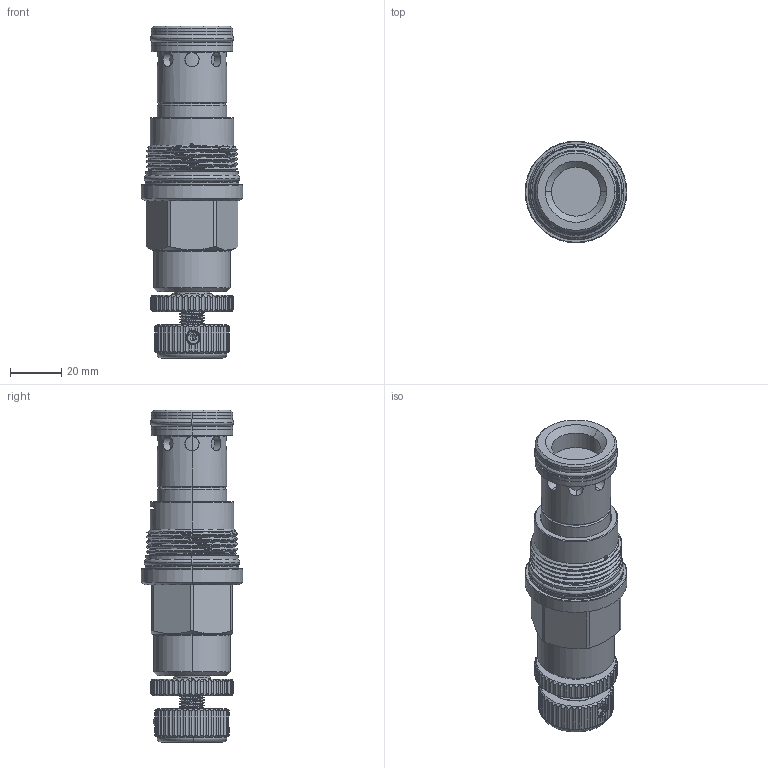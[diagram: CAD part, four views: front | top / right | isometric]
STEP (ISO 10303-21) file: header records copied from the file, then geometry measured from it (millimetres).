
FILE_DESCRIPTION (( 'STEP AP203' ), '1' );
FILE_NAME ('RP16A22-K.STEP', '2020-03-24T00:58:13', ( '' ), ( '' ), 'SwSTEP 2.0', 'SolidWorks 2018', '' );
FILE_SCHEMA (( 'CONFIG_CONTROL_DESIGN' ));
Length unit declared in the file: millimetre
Products named in the file (1): RP16A22-K
Bounding box: 39.67 x 39.67 x 129.39 mm (x, y, z)
Volume: 91092.6 mm3; surface area: 26627.4 mm2
Topology: 11 solids, 11 shells, 888 faces, 2388 edges, 1523 vertices
Faces by surface type: cylinder 427, plane 209, torus 99, cone 88, bspline 61, sphere 4
Entity records: 60966 total; most frequent: CARTESIAN_POINT 40362, ORIENTED_EDGE 4708, DIRECTION 3824, EDGE_CURVE 2354, VERTEX_POINT 1517, AXIS2_PLACEMENT_3D 1491, EDGE_LOOP 933, ADVANCED_FACE 888
